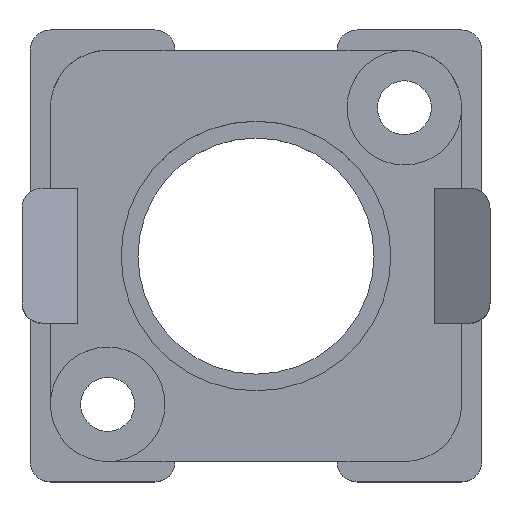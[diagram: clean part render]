
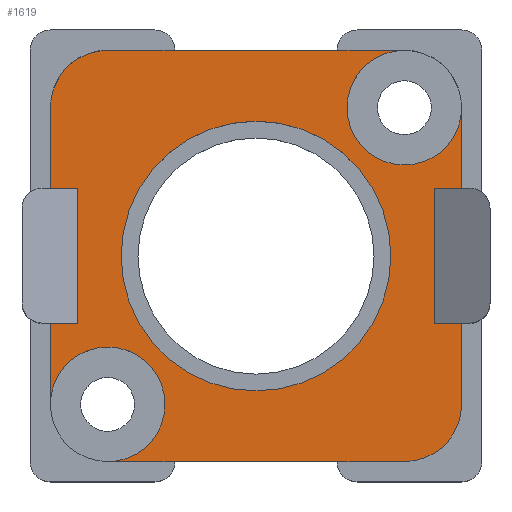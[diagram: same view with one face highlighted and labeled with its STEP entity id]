
A CAD part, top view. The second image highlights one B-rep face of the part: STEP entity #1619.
In plain terms, the highlighted planar face has unit normal (0, 0, 1).
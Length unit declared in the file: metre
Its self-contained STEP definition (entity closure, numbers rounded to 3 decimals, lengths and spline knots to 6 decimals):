
#118=CIRCLE('',#1833,0.00425);
#120=CIRCLE('',#1836,0.00425);
#121=CIRCLE('',#1838,0.01);
#122=CIRCLE('',#1840,0.0015);
#123=CIRCLE('',#1841,0.0015);
#124=CIRCLE('',#1842,0.0015);
#125=CIRCLE('',#1843,0.0015);
#126=CIRCLE('',#1844,0.0015);
#127=CIRCLE('',#1845,0.0015);
#128=CIRCLE('',#1846,0.0015);
#129=CIRCLE('',#1847,0.0015);
#130=CIRCLE('',#1848,0.0015);
#131=CIRCLE('',#1849,0.0015);
#132=CIRCLE('',#1850,0.0015);
#133=CIRCLE('',#1851,0.0015);
#511=ORIENTED_EDGE('',*,*,#806,.T.);
#512=ORIENTED_EDGE('',*,*,#778,.T.);
#513=ORIENTED_EDGE('',*,*,#807,.T.);
#514=ORIENTED_EDGE('',*,*,#782,.T.);
#515=ORIENTED_EDGE('',*,*,#808,.T.);
#516=ORIENTED_EDGE('',*,*,#737,.F.);
#517=ORIENTED_EDGE('',*,*,#809,.T.);
#518=ORIENTED_EDGE('',*,*,#740,.T.);
#519=ORIENTED_EDGE('',*,*,#810,.T.);
#520=ORIENTED_EDGE('',*,*,#744,.T.);
#521=ORIENTED_EDGE('',*,*,#811,.T.);
#522=ORIENTED_EDGE('',*,*,#750,.F.);
#523=ORIENTED_EDGE('',*,*,#812,.T.);
#524=ORIENTED_EDGE('',*,*,#754,.T.);
#525=ORIENTED_EDGE('',*,*,#813,.T.);
#526=ORIENTED_EDGE('',*,*,#758,.T.);
#527=ORIENTED_EDGE('',*,*,#814,.T.);
#528=ORIENTED_EDGE('',*,*,#761,.T.);
#529=ORIENTED_EDGE('',*,*,#815,.T.);
#530=ORIENTED_EDGE('',*,*,#764,.T.);
#531=ORIENTED_EDGE('',*,*,#816,.T.);
#532=ORIENTED_EDGE('',*,*,#768,.T.);
#533=ORIENTED_EDGE('',*,*,#817,.T.);
#534=ORIENTED_EDGE('',*,*,#774,.T.);
#535=ORIENTED_EDGE('',*,*,#804,.F.);
#536=ORIENTED_EDGE('',*,*,#802,.F.);
#537=ORIENTED_EDGE('',*,*,#805,.F.);
#737=EDGE_CURVE('',#917,#918,#1079,.T.);
#740=EDGE_CURVE('',#920,#921,#1082,.T.);
#744=EDGE_CURVE('',#924,#925,#1086,.T.);
#750=EDGE_CURVE('',#930,#931,#1092,.T.);
#754=EDGE_CURVE('',#935,#934,#1096,.T.);
#758=EDGE_CURVE('',#939,#938,#1100,.T.);
#761=EDGE_CURVE('',#942,#941,#1103,.T.);
#764=EDGE_CURVE('',#944,#945,#1106,.T.);
#768=EDGE_CURVE('',#948,#949,#1110,.T.);
#774=EDGE_CURVE('',#955,#954,#1116,.T.);
#778=EDGE_CURVE('',#959,#958,#1120,.T.);
#782=EDGE_CURVE('',#963,#962,#1124,.T.);
#802=EDGE_CURVE('',#970,#970,#118,.T.);
#804=EDGE_CURVE('',#972,#972,#120,.T.);
#805=EDGE_CURVE('',#973,#973,#121,.T.);
#806=EDGE_CURVE('',#954,#959,#122,.T.);
#807=EDGE_CURVE('',#958,#963,#123,.T.);
#808=EDGE_CURVE('',#962,#918,#124,.T.);
#809=EDGE_CURVE('',#917,#920,#125,.T.);
#810=EDGE_CURVE('',#921,#924,#126,.T.);
#811=EDGE_CURVE('',#925,#931,#127,.T.);
#812=EDGE_CURVE('',#930,#935,#128,.T.);
#813=EDGE_CURVE('',#934,#939,#129,.T.);
#814=EDGE_CURVE('',#938,#942,#130,.T.);
#815=EDGE_CURVE('',#941,#944,#131,.T.);
#816=EDGE_CURVE('',#945,#948,#132,.T.);
#817=EDGE_CURVE('',#949,#955,#133,.T.);
#917=VERTEX_POINT('',#2671);
#918=VERTEX_POINT('',#2673);
#920=VERTEX_POINT('',#2679);
#921=VERTEX_POINT('',#2680);
#924=VERTEX_POINT('',#2688);
#925=VERTEX_POINT('',#2689);
#930=VERTEX_POINT('',#2700);
#931=VERTEX_POINT('',#2702);
#934=VERTEX_POINT('',#2709);
#935=VERTEX_POINT('',#2711);
#938=VERTEX_POINT('',#2718);
#939=VERTEX_POINT('',#2720);
#941=VERTEX_POINT('',#2725);
#942=VERTEX_POINT('',#2727);
#944=VERTEX_POINT('',#2733);
#945=VERTEX_POINT('',#2734);
#948=VERTEX_POINT('',#2742);
#949=VERTEX_POINT('',#2743);
#954=VERTEX_POINT('',#2754);
#955=VERTEX_POINT('',#2756);
#958=VERTEX_POINT('',#2763);
#959=VERTEX_POINT('',#2765);
#962=VERTEX_POINT('',#2772);
#963=VERTEX_POINT('',#2774);
#970=VERTEX_POINT('',#2806);
#972=VERTEX_POINT('',#2811);
#973=VERTEX_POINT('',#2814);
#1079=LINE('',#2672,#1231);
#1082=LINE('',#2678,#1234);
#1086=LINE('',#2687,#1238);
#1092=LINE('',#2701,#1244);
#1096=LINE('',#2710,#1248);
#1100=LINE('',#2719,#1252);
#1103=LINE('',#2726,#1255);
#1106=LINE('',#2732,#1258);
#1110=LINE('',#2741,#1262);
#1116=LINE('',#2755,#1268);
#1120=LINE('',#2764,#1272);
#1124=LINE('',#2773,#1276);
#1231=VECTOR('',#2181,1.);
#1234=VECTOR('',#2186,1.);
#1238=VECTOR('',#2192,1.);
#1244=VECTOR('',#2200,1.);
#1248=VECTOR('',#2206,1.);
#1252=VECTOR('',#2212,1.);
#1255=VECTOR('',#2217,1.);
#1258=VECTOR('',#2222,1.);
#1262=VECTOR('',#2228,1.);
#1268=VECTOR('',#2236,1.);
#1272=VECTOR('',#2242,1.);
#1276=VECTOR('',#2248,1.);
#1364=EDGE_LOOP('',(#511,#512,#513,#514,#515,#516,#517,#518,#519,#520,#521,
#522,#523,#524,#525,#526,#527,#528,#529,#530,#531,#532,#533,#534));
#1365=EDGE_LOOP('',(#535));
#1366=EDGE_LOOP('',(#536));
#1367=EDGE_LOOP('',(#537));
#1470=FACE_BOUND('',#1364,.T.);
#1471=FACE_BOUND('',#1365,.T.);
#1472=FACE_BOUND('',#1366,.T.);
#1473=FACE_BOUND('',#1367,.T.);
#1540=PLANE('',#1839);
#1619=ADVANCED_FACE('',(#1470,#1471,#1472,#1473),#1540,.T.);
#1833=AXIS2_PLACEMENT_3D('',#2805,#2296,#2297);
#1836=AXIS2_PLACEMENT_3D('',#2810,#2302,#2303);
#1838=AXIS2_PLACEMENT_3D('',#2813,#2306,#2307);
#1839=AXIS2_PLACEMENT_3D('',#2815,#2308,#2309);
#1840=AXIS2_PLACEMENT_3D('',#2816,#2310,#2311);
#1841=AXIS2_PLACEMENT_3D('',#2817,#2312,#2313);
#1842=AXIS2_PLACEMENT_3D('',#2818,#2314,#2315);
#1843=AXIS2_PLACEMENT_3D('',#2819,#2316,#2317);
#1844=AXIS2_PLACEMENT_3D('',#2820,#2318,#2319);
#1845=AXIS2_PLACEMENT_3D('',#2821,#2320,#2321);
#1846=AXIS2_PLACEMENT_3D('',#2822,#2322,#2323);
#1847=AXIS2_PLACEMENT_3D('',#2823,#2324,#2325);
#1848=AXIS2_PLACEMENT_3D('',#2824,#2326,#2327);
#1849=AXIS2_PLACEMENT_3D('',#2825,#2328,#2329);
#1850=AXIS2_PLACEMENT_3D('',#2826,#2330,#2331);
#1851=AXIS2_PLACEMENT_3D('',#2827,#2332,#2333);
#2181=DIRECTION('',(1.,0.,0.));
#2186=DIRECTION('',(-1.,0.,0.));
#2192=DIRECTION('',(0.,-1.,0.));
#2200=DIRECTION('',(0.,1.,0.));
#2206=DIRECTION('',(0.,-1.,0.));
#2212=DIRECTION('',(1.,0.,0.));
#2217=DIRECTION('',(1.,0.,0.));
#2222=DIRECTION('',(1.,0.,0.));
#2228=DIRECTION('',(0.,1.,0.));
#2236=DIRECTION('',(0.,1.,0.));
#2242=DIRECTION('',(0.,1.,0.));
#2248=DIRECTION('',(-1.,0.,0.));
#2296=DIRECTION('',(0.,0.,1.));
#2297=DIRECTION('',(1.,0.,0.));
#2302=DIRECTION('',(0.,0.,1.));
#2303=DIRECTION('',(1.,0.,0.));
#2306=DIRECTION('',(0.,0.,1.));
#2307=DIRECTION('',(1.,0.,0.));
#2308=DIRECTION('',(0.,0.,1.));
#2309=DIRECTION('',(1.,0.,0.));
#2310=DIRECTION('',(0.,0.,1.));
#2311=DIRECTION('',(1.,0.,0.));
#2312=DIRECTION('',(0.,0.,1.));
#2313=DIRECTION('',(1.,0.,0.));
#2314=DIRECTION('',(0.,0.,1.));
#2315=DIRECTION('',(1.,0.,0.));
#2316=DIRECTION('',(0.,0.,1.));
#2317=DIRECTION('',(1.,0.,0.));
#2318=DIRECTION('',(0.,0.,1.));
#2319=DIRECTION('',(1.,0.,0.));
#2320=DIRECTION('',(0.,0.,1.));
#2321=DIRECTION('',(1.,0.,0.));
#2322=DIRECTION('',(0.,0.,1.));
#2323=DIRECTION('',(1.,0.,0.));
#2324=DIRECTION('',(0.,0.,1.));
#2325=DIRECTION('',(1.,0.,0.));
#2326=DIRECTION('',(0.,0.,1.));
#2327=DIRECTION('',(1.,0.,0.));
#2328=DIRECTION('',(0.,0.,1.));
#2329=DIRECTION('',(1.,0.,0.));
#2330=DIRECTION('',(0.,0.,1.));
#2331=DIRECTION('',(1.,0.,0.));
#2332=DIRECTION('',(0.,0.,1.));
#2333=DIRECTION('',(1.,0.,0.));
#2671=CARTESIAN_POINT('',(-0.018998,0.016335,0.003));
#2672=CARTESIAN_POINT('',(-0.012998,0.016335,0.003));
#2673=CARTESIAN_POINT('',(-0.006998,0.016335,0.003));
#2678=CARTESIAN_POINT('',(-0.024373,0.017835,0.003));
#2679=CARTESIAN_POINT('',(-0.020498,0.017835,0.003));
#2680=CARTESIAN_POINT('',(-0.028248,0.017835,0.003));
#2687=CARTESIAN_POINT('',(-0.029748,0.01196,0.003));
#2688=CARTESIAN_POINT('',(-0.029748,0.016335,0.003));
#2689=CARTESIAN_POINT('',(-0.029748,0.005785,0.003));
#2700=CARTESIAN_POINT('',(-0.030348,-0.002415,0.003));
#2701=CARTESIAN_POINT('',(-0.030348,0.001085,0.003));
#2702=CARTESIAN_POINT('',(-0.030348,0.004585,0.003));
#2709=CARTESIAN_POINT('',(-0.029748,-0.014165,0.003));
#2710=CARTESIAN_POINT('',(-0.029748,-0.00979,0.003));
#2711=CARTESIAN_POINT('',(-0.029748,-0.003615,0.003));
#2718=CARTESIAN_POINT('',(-0.020498,-0.015665,0.003));
#2719=CARTESIAN_POINT('',(-0.024373,-0.015665,0.003));
#2720=CARTESIAN_POINT('',(-0.028248,-0.015665,0.003));
#2725=CARTESIAN_POINT('',(-0.006998,-0.014165,0.003));
#2726=CARTESIAN_POINT('',(-0.012998,-0.014165,0.003));
#2727=CARTESIAN_POINT('',(-0.018998,-0.014165,0.003));
#2732=CARTESIAN_POINT('',(-0.001623,-0.015665,0.003));
#2733=CARTESIAN_POINT('',(-0.005498,-0.015665,0.003));
#2734=CARTESIAN_POINT('',(0.002252,-0.015665,0.003));
#2741=CARTESIAN_POINT('',(0.003752,-0.00979,0.003));
#2742=CARTESIAN_POINT('',(0.003752,-0.014165,0.003));
#2743=CARTESIAN_POINT('',(0.003752,-0.003615,0.003));
#2754=CARTESIAN_POINT('',(0.004352,0.004585,0.003));
#2755=CARTESIAN_POINT('',(0.004352,0.001085,0.003));
#2756=CARTESIAN_POINT('',(0.004352,-0.002415,0.003));
#2763=CARTESIAN_POINT('',(0.003752,0.016335,0.003));
#2764=CARTESIAN_POINT('',(0.003752,0.01196,0.003));
#2765=CARTESIAN_POINT('',(0.003752,0.005785,0.003));
#2772=CARTESIAN_POINT('',(-0.005498,0.017835,0.003));
#2773=CARTESIAN_POINT('',(-0.001623,0.017835,0.003));
#2774=CARTESIAN_POINT('',(0.002252,0.017835,0.003));
#2805=CARTESIAN_POINT('',(-0.023998,-0.009915,0.003));
#2806=CARTESIAN_POINT('',(-0.019748,-0.009915,0.003));
#2810=CARTESIAN_POINT('',(-0.001998,0.012085,0.003));
#2811=CARTESIAN_POINT('',(0.002252,0.012085,0.003));
#2813=CARTESIAN_POINT('',(-0.012998,0.001085,0.003));
#2814=CARTESIAN_POINT('',(-0.002998,0.001085,0.003));
#2815=CARTESIAN_POINT('',(-0.012998,0.001085,0.003));
#2816=CARTESIAN_POINT('',(0.002852,0.004585,0.003));
#2817=CARTESIAN_POINT('',(0.002252,0.016335,0.003));
#2818=CARTESIAN_POINT('',(-0.005498,0.016335,0.003));
#2819=CARTESIAN_POINT('',(-0.020498,0.016335,0.003));
#2820=CARTESIAN_POINT('',(-0.028248,0.016335,0.003));
#2821=CARTESIAN_POINT('',(-0.028848,0.004585,0.003));
#2822=CARTESIAN_POINT('',(-0.028848,-0.002415,0.003));
#2823=CARTESIAN_POINT('',(-0.028248,-0.014165,0.003));
#2824=CARTESIAN_POINT('',(-0.020498,-0.014165,0.003));
#2825=CARTESIAN_POINT('',(-0.005498,-0.014165,0.003));
#2826=CARTESIAN_POINT('',(0.002252,-0.014165,0.003));
#2827=CARTESIAN_POINT('',(0.002852,-0.002415,0.003));
